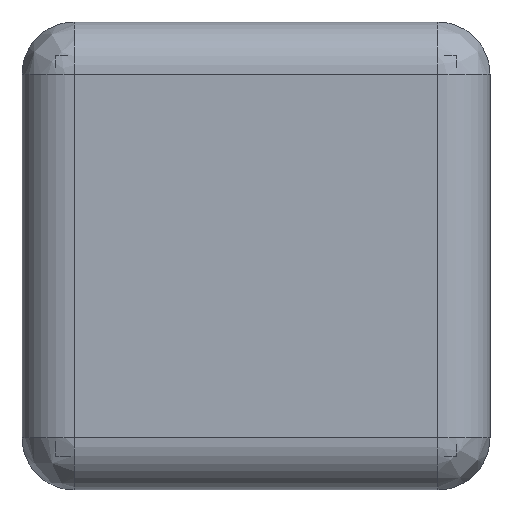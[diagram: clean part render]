
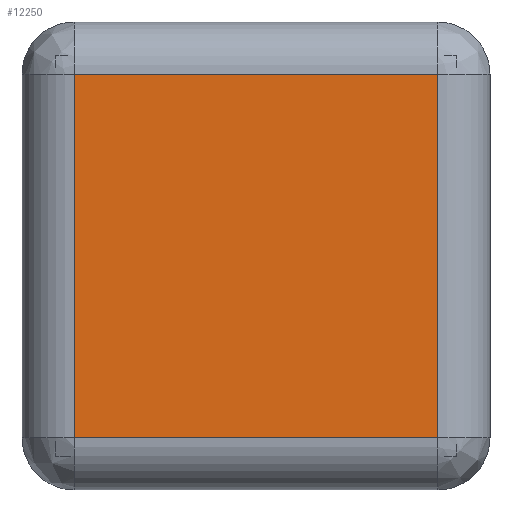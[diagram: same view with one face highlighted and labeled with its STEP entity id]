
A CAD part, left-side view. The second image highlights one B-rep face of the part: STEP entity #12250.
In plain terms, the highlighted planar face has unit normal (-1, 0, 0).
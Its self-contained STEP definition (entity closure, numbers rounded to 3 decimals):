
#3707 = VERTEX_POINT('',#3708);
#3708 = CARTESIAN_POINT('',(-3.05,-1.045,0.3));
#3717 = VERTEX_POINT('',#3718);
#3718 = CARTESIAN_POINT('',(-3.05,-1.045,2.39));
#3725 = EDGE_CURVE('',#3717,#3707,#3726,.T.);
#3726 = LINE('',#3727,#3728);
#3727 = CARTESIAN_POINT('',(-3.05,-1.045,1.345));
#3728 = VECTOR('',#3729,1.);
#3729 = DIRECTION('',(0.,0.,-1.));
#3769 = VERTEX_POINT('',#3770);
#3770 = CARTESIAN_POINT('',(-3.05,1.045,0.3));
#3779 = EDGE_CURVE('',#3707,#3769,#3780,.T.);
#3780 = LINE('',#3781,#3782);
#3781 = CARTESIAN_POINT('',(-3.05,0.,0.3));
#3782 = VECTOR('',#3783,1.);
#3783 = DIRECTION('',(0.,1.,0.));
#3823 = EDGE_CURVE('',#3769,#3824,#3826,.T.);
#3824 = VERTEX_POINT('',#3825);
#3825 = CARTESIAN_POINT('',(-3.05,1.045,2.39));
#3826 = LINE('',#3827,#3828);
#3827 = CARTESIAN_POINT('',(-3.05,1.045,1.345));
#3828 = VECTOR('',#3829,1.);
#3829 = DIRECTION('',(0.,0.,1.));
#3877 = EDGE_CURVE('',#3824,#3717,#3878,.T.);
#3878 = LINE('',#3879,#3880);
#3879 = CARTESIAN_POINT('',(-3.05,0.,2.39));
#3880 = VECTOR('',#3881,1.);
#3881 = DIRECTION('',(0.,-1.,0.));
#12250 = ADVANCED_FACE('',(#12251),#12257,.F.);
#12251 = FACE_BOUND('',#12252,.T.);
#12252 = EDGE_LOOP('',(#12253,#12254,#12255,#12256));
#12253 = ORIENTED_EDGE('',*,*,#3877,.F.);
#12254 = ORIENTED_EDGE('',*,*,#3823,.F.);
#12255 = ORIENTED_EDGE('',*,*,#3779,.F.);
#12256 = ORIENTED_EDGE('',*,*,#3725,.F.);
#12257 = PLANE('',#12258);
#12258 = AXIS2_PLACEMENT_3D('',#12259,#12260,#12261);
#12259 = CARTESIAN_POINT('',(-3.05,0.,1.345));
#12260 = DIRECTION('',(1.,0.,0.));
#12261 = DIRECTION('',(0.,0.,-1.));
